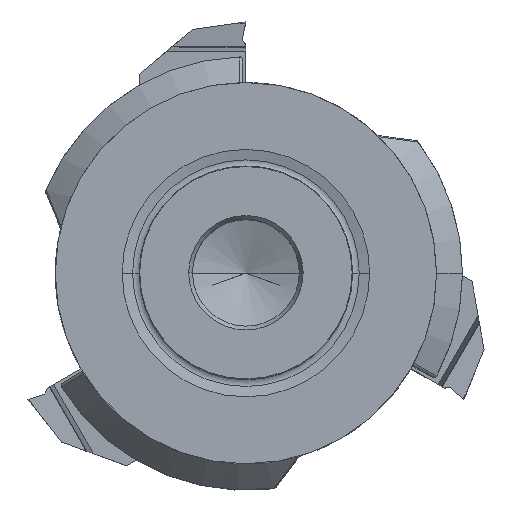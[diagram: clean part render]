
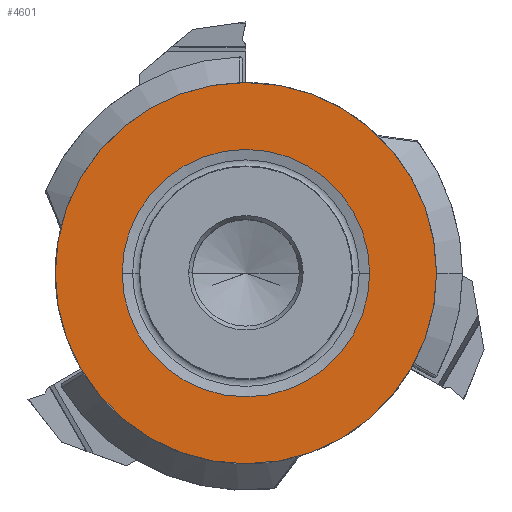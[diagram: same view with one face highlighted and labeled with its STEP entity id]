
A CAD part, top view. The second image highlights one B-rep face of the part: STEP entity #4601.
In plain terms, the highlighted planar face has unit normal (0, 0, 1).
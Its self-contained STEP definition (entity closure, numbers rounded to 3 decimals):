
#2245=EDGE_CURVE('NONE',#3655,#2641,#5963,.T.);
#2641=VERTEX_POINT('NONE',#6400);
#2949=EDGE_CURVE('NONE',#2641,#3655,#6738,.F.);
#2957=EDGE_CURVE('NONE',#3305,#4257,#6747,.F.);
#3305=VERTEX_POINT('NONE',#7124);
#3655=VERTEX_POINT('NONE',#7510);
#4257=VERTEX_POINT('NONE',#8177);
#4601=ADVANCED_FACE('NONE',(#8553,#8554),#8555,.T.);
#5521=EDGE_CURVE('NONE',#4257,#3305,#9560,.F.);
#5963=CIRCLE('',#11541,8.112);
#6400=CARTESIAN_POINT('',(-8.112,0.,0.));
#6738=CIRCLE('',#13624,8.112);
#6747=CIRCLE('',#13636,12.5);
#7124=CARTESIAN_POINT('',(-12.5,0.,0.0));
#7510=CARTESIAN_POINT('',(8.112,0.,0.));
#8177=CARTESIAN_POINT('',(12.5,0.,0.0));
#8553=FACE_OUTER_BOUND('',#19875,.T.);
#8554=FACE_BOUND('',#19876,.T.);
#8555=PLANE('',#19877);
#9560=CIRCLE('',#23579,12.5);
#11541=AXIS2_PLACEMENT_3D('',#24069,#24070,#24071);
#13624=AXIS2_PLACEMENT_3D('',#24962,#24963,#24964);
#13636=AXIS2_PLACEMENT_3D('',#24974,#24975,#24976);
#19875=EDGE_LOOP('',(#27071,#27072));
#19876=EDGE_LOOP('',(#27073,#27074));
#19877=AXIS2_PLACEMENT_3D('',#27075,#27076,#27077);
#23579=AXIS2_PLACEMENT_3D('',#28130,#28131,#28132);
#24069=CARTESIAN_POINT('',(0.0,0.0,0.));
#24070=DIRECTION('',(0.0,-0.0,1.0));
#24071=DIRECTION('',(1.0,0.,0.0));
#24962=CARTESIAN_POINT('',(0.0,0.0,0.));
#24963=DIRECTION('',(0.0,0.0,-1.0));
#24964=DIRECTION('',(1.0,0.,0.0));
#24974=CARTESIAN_POINT('',(0.0,0.0,0.0));
#24975=DIRECTION('',(0.0,0.0,-1.0));
#24976=DIRECTION('',(1.0,0.,0.0));
#27071=ORIENTED_EDGE('',*,*,#5521,.T.);
#27072=ORIENTED_EDGE('',*,*,#2957,.T.);
#27073=ORIENTED_EDGE('',*,*,#2245,.F.);
#27074=ORIENTED_EDGE('',*,*,#2949,.F.);
#27075=CARTESIAN_POINT('',(0.,7.0,0.));
#27076=DIRECTION('',(0.0,-0.0,1.0));
#27077=DIRECTION('',(1.0,0.,0.0));
#28130=CARTESIAN_POINT('',(0.0,0.0,0.0));
#28131=DIRECTION('',(0.0,0.0,-1.0));
#28132=DIRECTION('',(1.0,0.,0.0));
